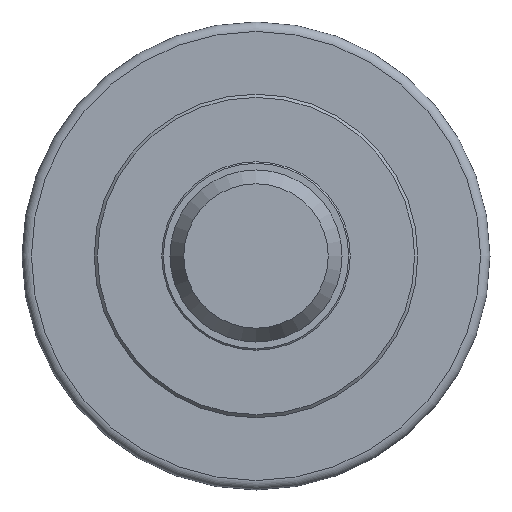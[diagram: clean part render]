
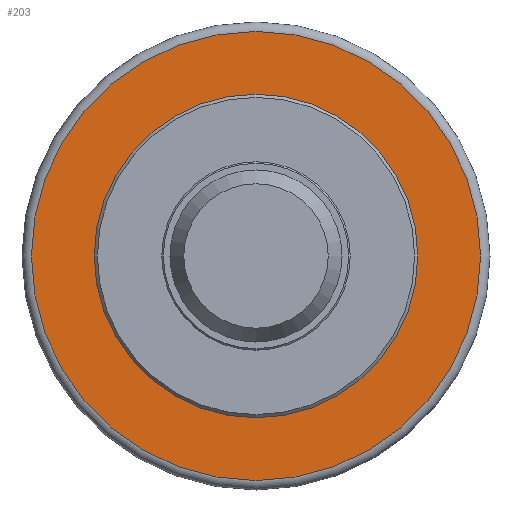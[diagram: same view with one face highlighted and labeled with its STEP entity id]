
A CAD part, left-side view. The second image highlights one B-rep face of the part: STEP entity #203.
In plain terms, the highlighted planar face has unit normal (-1, 0, 0).
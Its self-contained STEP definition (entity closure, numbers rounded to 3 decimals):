
#23=FACE_BOUND('',#63,.T.);
#28=PLANE('',#250);
#46=FACE_OUTER_BOUND('',#62,.T.);
#62=EDGE_LOOP('',(#185));
#63=EDGE_LOOP('',(#186));
#79=CIRCLE('',#221,51.5);
#94=CIRCLE('',#248,71.5);
#97=VERTEX_POINT('',#334);
#111=VERTEX_POINT('',#382);
#114=EDGE_CURVE('',#97,#97,#79,.T.);
#135=EDGE_CURVE('',#111,#111,#94,.T.);
#185=ORIENTED_EDGE('',*,*,#135,.T.);
#186=ORIENTED_EDGE('',*,*,#114,.F.);
#203=ADVANCED_FACE('',(#46,#23),#28,.T.);
#221=AXIS2_PLACEMENT_3D('',#336,#261,#262);
#248=AXIS2_PLACEMENT_3D('',#383,#321,#322);
#250=AXIS2_PLACEMENT_3D('',#385,#325,#326);
#261=DIRECTION('center_axis',(-1.,0.,0.));
#262=DIRECTION('ref_axis',(0.,0.,1.));
#321=DIRECTION('center_axis',(-1.,0.,0.));
#322=DIRECTION('ref_axis',(0.,0.,1.));
#325=DIRECTION('center_axis',(-1.,0.,0.));
#326=DIRECTION('ref_axis',(0.,0.,1.));
#334=CARTESIAN_POINT('',(-8.,51.5,0.));
#336=CARTESIAN_POINT('Origin',(-8.,0.,
0.));
#382=CARTESIAN_POINT('',(-8.,0.,-71.5));
#383=CARTESIAN_POINT('Origin',(-8.,0.,
0.));
#385=CARTESIAN_POINT('Origin',(-8.,-51.5,0.));
